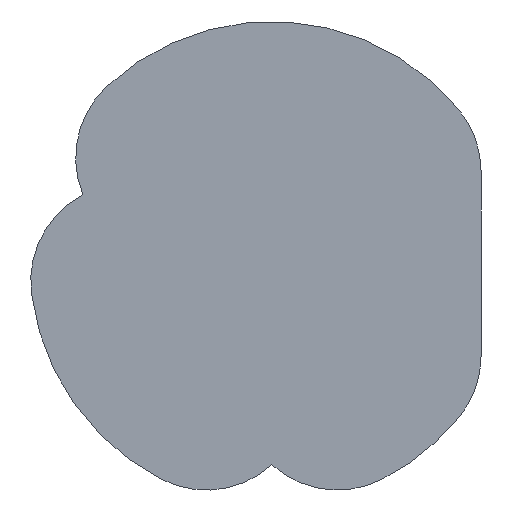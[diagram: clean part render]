
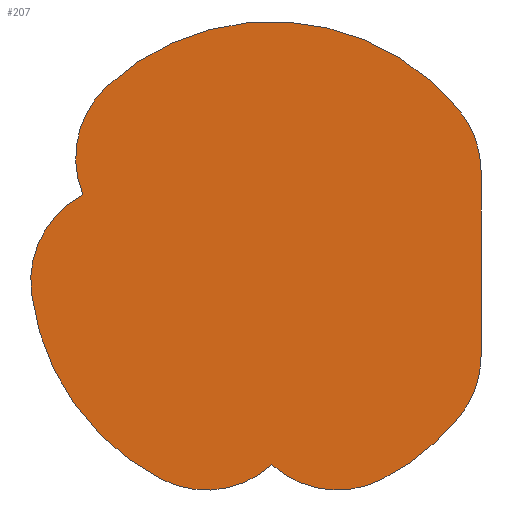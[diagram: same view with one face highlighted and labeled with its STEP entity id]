
A CAD part, front view. The second image highlights one B-rep face of the part: STEP entity #207.
In plain terms, the highlighted planar face has unit normal (0, -1, 0).
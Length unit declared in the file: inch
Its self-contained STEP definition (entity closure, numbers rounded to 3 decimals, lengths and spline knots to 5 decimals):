
#2=CARTESIAN_POINT('',(-0.1277,0.,-0.25031));
#3=DIRECTION('',(0.,1.,0.));
#4=DIRECTION('',(0.672,0.,-0.74));
#5=AXIS2_PLACEMENT_3D('',#2,#3,#4);
#7=CARTESIAN_POINT('',(-0.27889,0.,-0.03438));
#8=DIRECTION('',(0.,1.,0.));
#9=DIRECTION('',(-0.992,0.,-0.122));
#10=AXIS2_PLACEMENT_3D('',#7,#8,#9);
#12=CARTESIAN_POINT('',(-0.19154,0.,0.20561));
#13=DIRECTION('',(0.,1.,0.));
#14=DIRECTION('',(-0.926,0.,-0.378));
#15=AXIS2_PLACEMENT_3D('',#12,#13,#14);
#17=CARTESIAN_POINT('',(0.217,0.,0.17853));
#18=DIRECTION('',(0.,1.,0.));
#19=DIRECTION('',(0.772,0.,0.635));
#20=AXIS2_PLACEMENT_3D('',#17,#18,#19);
#22=DIRECTION('',(0.,0.,1.));
#23=VECTOR('',#22,0.35705);
#24=CARTESIAN_POINT('',(0.407,0.,-0.17853));
#25=LINE('',#24,#23);
#26=CARTESIAN_POINT('',(0.217,0.,-0.17853));
#27=DIRECTION('',(0.,1.,0.));
#28=DIRECTION('',(1.,0.,0.));
#29=AXIS2_PLACEMENT_3D('',#26,#27,#28);
#31=CARTESIAN_POINT('',(0.1277,0.,-0.25031));
#32=DIRECTION('',(0.,1.,0.));
#33=DIRECTION('',(0.454,0.,-0.891));
#34=AXIS2_PLACEMENT_3D('',#31,#32,#33);
#53=CARTESIAN_POINT('',(0.,0.,0.));
#54=DIRECTION('',(0.,-1.,0.));
#55=DIRECTION('',(-0.992,0.,-0.122));
#56=AXIS2_PLACEMENT_3D('',#53,#54,#55);
#62=CARTESIAN_POINT('',(0.,0.,0.));
#63=DIRECTION('',(0.,-1.,0.));
#64=DIRECTION('',(0.454,0.,-0.891));
#65=AXIS2_PLACEMENT_3D('',#62,#63,#64);
#76=CARTESIAN_POINT('',(0.,0.,0.));
#77=DIRECTION('',(0.,-1.,0.));
#78=DIRECTION('',(0.772,0.,0.635));
#79=AXIS2_PLACEMENT_3D('',#76,#77,#78);
#140=CARTESIAN_POINT('',(0.407,0.,-0.17853));
#141=CARTESIAN_POINT('',(0.36373,0.,-0.29924));
#142=VERTEX_POINT('',#140);
#143=VERTEX_POINT('',#141);
#144=CARTESIAN_POINT('',(0.407,0.,0.17853));
#145=VERTEX_POINT('',#144);
#146=CARTESIAN_POINT('',(0.36373,0.,0.29924));
#147=VERTEX_POINT('',#146);
#156=CARTESIAN_POINT('',(0.,0.,-0.391));
#157=CARTESIAN_POINT('',(-0.21404,0.,-0.41956));
#158=VERTEX_POINT('',#156);
#159=VERTEX_POINT('',#157);
#160=CARTESIAN_POINT('',(0.21404,0.,-0.41956));
#161=VERTEX_POINT('',#160);
#170=CARTESIAN_POINT('',(-0.32105,0.,0.34463));
#171=VERTEX_POINT('',#170);
#172=CARTESIAN_POINT('',(-0.46746,0.,-0.05763));
#173=VERTEX_POINT('',#172);
#174=CARTESIAN_POINT('',(-0.36742,0.,0.13373));
#175=VERTEX_POINT('',#174);
#180=CARTESIAN_POINT('',(0.,0.,0.));
#181=DIRECTION('',(0.,1.,0.));
#182=DIRECTION('',(1.,0.,0.));
#183=AXIS2_PLACEMENT_3D('',#180,#181,#182);
#184=PLANE('',#183);
#186=ORIENTED_EDGE('',*,*,#185,.T.);
#188=ORIENTED_EDGE('',*,*,#187,.F.);
#190=ORIENTED_EDGE('',*,*,#189,.T.);
#192=ORIENTED_EDGE('',*,*,#191,.T.);
#194=ORIENTED_EDGE('',*,*,#193,.F.);
#196=ORIENTED_EDGE('',*,*,#195,.T.);
#198=ORIENTED_EDGE('',*,*,#197,.F.);
#200=ORIENTED_EDGE('',*,*,#199,.T.);
#202=ORIENTED_EDGE('',*,*,#201,.F.);
#204=ORIENTED_EDGE('',*,*,#203,.T.);
#205=EDGE_LOOP('',(#186,#188,#190,#192,#194,#196,#198,#200,#202,#204));
#206=FACE_OUTER_BOUND('',#205,.F.);
#207=ADVANCED_FACE('',(#206),#184,.F.);
#6=CIRCLE('',#5,0.19);
#11=CIRCLE('',#10,0.19);
#16=CIRCLE('',#15,0.19);
#21=CIRCLE('',#20,0.19);
#30=CIRCLE('',#29,0.19);
#35=CIRCLE('',#34,0.19);
#57=CIRCLE('',#56,0.471);
#66=CIRCLE('',#65,0.471);
#80=CIRCLE('',#79,0.471);
#185=EDGE_CURVE('',#158,#159,#6,.T.);
#187=EDGE_CURVE('',#173,#159,#57,.T.);
#189=EDGE_CURVE('',#173,#175,#11,.T.);
#191=EDGE_CURVE('',#175,#171,#16,.T.);
#193=EDGE_CURVE('',#147,#171,#80,.T.);
#195=EDGE_CURVE('',#147,#145,#21,.T.);
#197=EDGE_CURVE('',#142,#145,#25,.T.);
#199=EDGE_CURVE('',#142,#143,#30,.T.);
#201=EDGE_CURVE('',#161,#143,#66,.T.);
#203=EDGE_CURVE('',#161,#158,#35,.T.);
